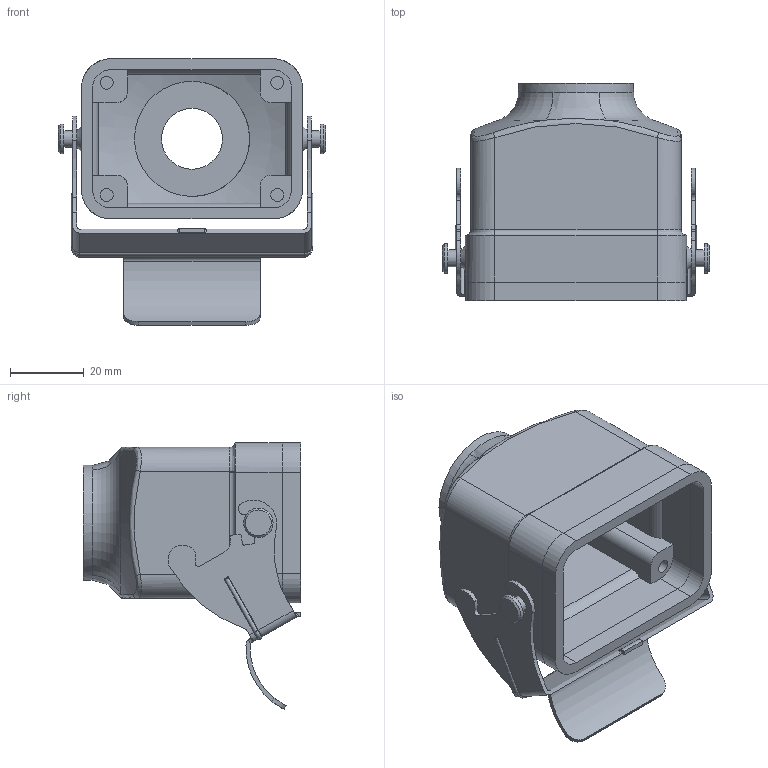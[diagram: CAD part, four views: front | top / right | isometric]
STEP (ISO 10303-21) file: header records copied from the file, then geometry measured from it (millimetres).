
FILE_DESCRIPTION (( 'STEP AP214' ), '1' );
FILE_NAME ('ZP-MC06B-2-SCP16M.STEP', '2011-11-21T14:35:47', ( '.adc' ), ( '' ), 'SwSTEP 2.0', 'SolidWorks 2011', '' );
FILE_SCHEMA (( 'AUTOMOTIVE_DESIGN' ));
Length unit declared in the file: millimetre
Products named in the file (1): ZP-MC06B-2-SCP16M
Bounding box: 72.5 x 59 x 72.35 mm (x, y, z)
Volume: 45939.1 mm3; surface area: 32209.9 mm2
Topology: 5 solids, 5 shells, 265 faces, 673 edges, 426 vertices
Faces by surface type: cylinder 116, plane 91, bspline 43, torus 8, cone 4, sphere 3
Full cylindrical faces by diameter (mm): 3.5 x4, 4.519 x2, 8 x2, 16.5 x1, 21 x1, 31.25 x2
Entity records: 11982 total; most frequent: CARTESIAN_POINT 4434, ORIENTED_EDGE 1304, DIRECTION 1272, EDGE_CURVE 652, AXIS2_PLACEMENT_3D 492, VERTEX_POINT 422, EDGE_LOOP 294, LINE 288
